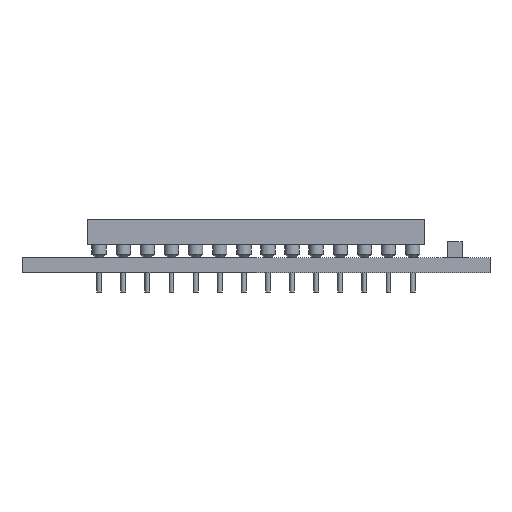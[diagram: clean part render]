
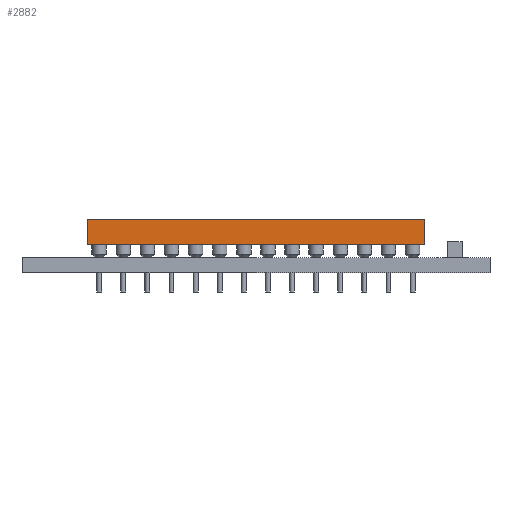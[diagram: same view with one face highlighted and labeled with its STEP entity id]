
A CAD part, front view. The second image highlights one B-rep face of the part: STEP entity #2882.
In plain terms, the highlighted face is planar.
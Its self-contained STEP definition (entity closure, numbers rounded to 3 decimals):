
#136 = PLANE('',#137);
#137 = AXIS2_PLACEMENT_3D('',#138,#139,#140);
#138 = CARTESIAN_POINT('',(-1.27,-34.29,1.3));
#139 = DIRECTION('',(0.,1.,0.));
#140 = DIRECTION('',(1.,0.,0.));
#162 = PLANE('',#163);
#163 = AXIS2_PLACEMENT_3D('',#164,#165,#166);
#164 = CARTESIAN_POINT('',(-1.27,1.27,1.3));
#165 = DIRECTION('',(0.,-0.,-1.));
#166 = DIRECTION('',(0.,1.,0.));
#254 = VERTEX_POINT('',#255);
#255 = CARTESIAN_POINT('',(16.51,-34.29,1.3));
#385 = VERTEX_POINT('',#386);
#386 = CARTESIAN_POINT('',(16.51,-34.29,3.967));
#400 = PLANE('',#401);
#401 = AXIS2_PLACEMENT_3D('',#402,#403,#404);
#402 = CARTESIAN_POINT('',(-1.27,1.27,3.967));
#403 = DIRECTION('',(0.,-0.,-1.));
#404 = DIRECTION('',(0.,1.,0.));
#412 = EDGE_CURVE('',#254,#385,#413,.T.);
#413 = SURFACE_CURVE('',#414,(#418,#425),.PCURVE_S1.);
#414 = LINE('',#415,#416);
#415 = CARTESIAN_POINT('',(16.51,-34.29,1.3));
#416 = VECTOR('',#417,1.);
#417 = DIRECTION('',(0.,0.,1.));
#418 = PCURVE('',#136,#419);
#419 = DEFINITIONAL_REPRESENTATION('',(#420),#424);
#420 = LINE('',#421,#422);
#421 = CARTESIAN_POINT('',(17.78,0.));
#422 = VECTOR('',#423,1.);
#423 = DIRECTION('',(0.,-1.));
#424 = ( GEOMETRIC_REPRESENTATION_CONTEXT(2) 
PARAMETRIC_REPRESENTATION_CONTEXT() REPRESENTATION_CONTEXT('2D SPACE',''
  ) );
#425 = PCURVE('',#426,#431);
#426 = PLANE('',#427);
#427 = AXIS2_PLACEMENT_3D('',#428,#429,#430);
#428 = CARTESIAN_POINT('',(16.51,-34.29,1.3));
#429 = DIRECTION('',(-1.,0.,0.));
#430 = DIRECTION('',(0.,1.,0.));
#431 = DEFINITIONAL_REPRESENTATION('',(#432),#436);
#432 = LINE('',#433,#434);
#433 = CARTESIAN_POINT('',(0.,0.));
#434 = VECTOR('',#435,1.);
#435 = DIRECTION('',(0.,-1.));
#436 = ( GEOMETRIC_REPRESENTATION_CONTEXT(2) 
PARAMETRIC_REPRESENTATION_CONTEXT() REPRESENTATION_CONTEXT('2D SPACE',''
  ) );
#589 = VERTEX_POINT('',#590);
#590 = CARTESIAN_POINT('',(16.51,1.27,1.3));
#604 = PLANE('',#605);
#605 = AXIS2_PLACEMENT_3D('',#606,#607,#608);
#606 = CARTESIAN_POINT('',(16.51,1.27,1.3));
#607 = DIRECTION('',(0.,-1.,0.));
#608 = DIRECTION('',(-1.,0.,0.));
#616 = EDGE_CURVE('',#254,#589,#617,.T.);
#617 = SURFACE_CURVE('',#618,(#622,#629),.PCURVE_S1.);
#618 = LINE('',#619,#620);
#619 = CARTESIAN_POINT('',(16.51,-34.29,1.3));
#620 = VECTOR('',#621,1.);
#621 = DIRECTION('',(0.,1.,0.));
#622 = PCURVE('',#162,#623);
#623 = DEFINITIONAL_REPRESENTATION('',(#624),#628);
#624 = LINE('',#625,#626);
#625 = CARTESIAN_POINT('',(-35.56,17.78));
#626 = VECTOR('',#627,1.);
#627 = DIRECTION('',(1.,0.));
#628 = ( GEOMETRIC_REPRESENTATION_CONTEXT(2) 
PARAMETRIC_REPRESENTATION_CONTEXT() REPRESENTATION_CONTEXT('2D SPACE',''
  ) );
#629 = PCURVE('',#426,#630);
#630 = DEFINITIONAL_REPRESENTATION('',(#631),#635);
#631 = LINE('',#632,#633);
#632 = CARTESIAN_POINT('',(0.,0.));
#633 = VECTOR('',#634,1.);
#634 = DIRECTION('',(1.,0.));
#635 = ( GEOMETRIC_REPRESENTATION_CONTEXT(2) 
PARAMETRIC_REPRESENTATION_CONTEXT() REPRESENTATION_CONTEXT('2D SPACE',''
  ) );
#2882 = ADVANCED_FACE('',(#2883),#426,.F.);
#2883 = FACE_BOUND('',#2884,.F.);
#2884 = EDGE_LOOP('',(#2885,#2886,#2909,#2930));
#2885 = ORIENTED_EDGE('',*,*,#412,.T.);
#2886 = ORIENTED_EDGE('',*,*,#2887,.T.);
#2887 = EDGE_CURVE('',#385,#2888,#2890,.T.);
#2888 = VERTEX_POINT('',#2889);
#2889 = CARTESIAN_POINT('',(16.51,1.27,3.967));
#2890 = SURFACE_CURVE('',#2891,(#2895,#2902),.PCURVE_S1.);
#2891 = LINE('',#2892,#2893);
#2892 = CARTESIAN_POINT('',(16.51,-34.29,3.967));
#2893 = VECTOR('',#2894,1.);
#2894 = DIRECTION('',(0.,1.,0.));
#2895 = PCURVE('',#426,#2896);
#2896 = DEFINITIONAL_REPRESENTATION('',(#2897),#2901);
#2897 = LINE('',#2898,#2899);
#2898 = CARTESIAN_POINT('',(0.,-2.667));
#2899 = VECTOR('',#2900,1.);
#2900 = DIRECTION('',(1.,0.));
#2901 = ( GEOMETRIC_REPRESENTATION_CONTEXT(2) 
PARAMETRIC_REPRESENTATION_CONTEXT() REPRESENTATION_CONTEXT('2D SPACE',''
  ) );
#2902 = PCURVE('',#400,#2903);
#2903 = DEFINITIONAL_REPRESENTATION('',(#2904),#2908);
#2904 = LINE('',#2905,#2906);
#2905 = CARTESIAN_POINT('',(-35.56,17.78));
#2906 = VECTOR('',#2907,1.);
#2907 = DIRECTION('',(1.,0.));
#2908 = ( GEOMETRIC_REPRESENTATION_CONTEXT(2) 
PARAMETRIC_REPRESENTATION_CONTEXT() REPRESENTATION_CONTEXT('2D SPACE',''
  ) );
#2909 = ORIENTED_EDGE('',*,*,#2910,.F.);
#2910 = EDGE_CURVE('',#589,#2888,#2911,.T.);
#2911 = SURFACE_CURVE('',#2912,(#2916,#2923),.PCURVE_S1.);
#2912 = LINE('',#2913,#2914);
#2913 = CARTESIAN_POINT('',(16.51,1.27,1.3));
#2914 = VECTOR('',#2915,1.);
#2915 = DIRECTION('',(0.,0.,1.));
#2916 = PCURVE('',#426,#2917);
#2917 = DEFINITIONAL_REPRESENTATION('',(#2918),#2922);
#2918 = LINE('',#2919,#2920);
#2919 = CARTESIAN_POINT('',(35.56,0.));
#2920 = VECTOR('',#2921,1.);
#2921 = DIRECTION('',(0.,-1.));
#2922 = ( GEOMETRIC_REPRESENTATION_CONTEXT(2) 
PARAMETRIC_REPRESENTATION_CONTEXT() REPRESENTATION_CONTEXT('2D SPACE',''
  ) );
#2923 = PCURVE('',#604,#2924);
#2924 = DEFINITIONAL_REPRESENTATION('',(#2925),#2929);
#2925 = LINE('',#2926,#2927);
#2926 = CARTESIAN_POINT('',(0.,0.));
#2927 = VECTOR('',#2928,1.);
#2928 = DIRECTION('',(0.,-1.));
#2929 = ( GEOMETRIC_REPRESENTATION_CONTEXT(2) 
PARAMETRIC_REPRESENTATION_CONTEXT() REPRESENTATION_CONTEXT('2D SPACE',''
  ) );
#2930 = ORIENTED_EDGE('',*,*,#616,.F.);
